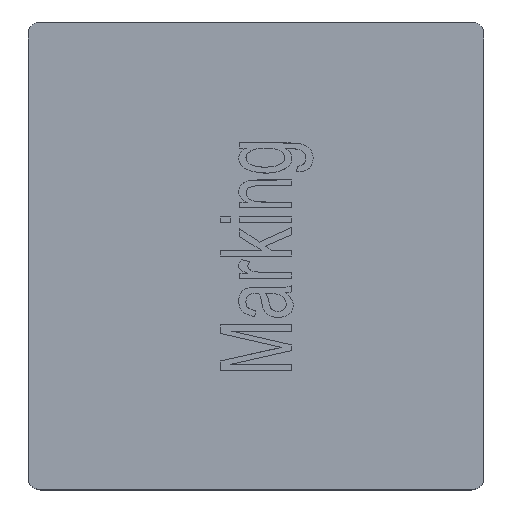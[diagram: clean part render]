
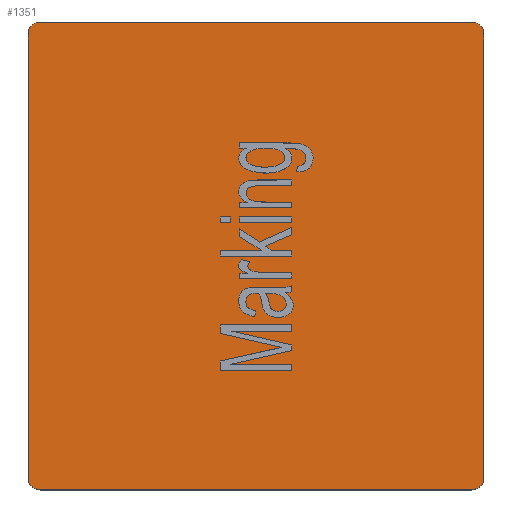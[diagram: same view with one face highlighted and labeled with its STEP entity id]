
A CAD part, top view. The second image highlights one B-rep face of the part: STEP entity #1351.
In plain terms, the highlighted planar face has unit normal (0, 0, 1).
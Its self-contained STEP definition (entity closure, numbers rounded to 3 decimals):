
#328=CIRCLE('',#4048,0.2);
#329=CIRCLE('',#4049,0.2);
#330=CIRCLE('',#4050,0.2);
#331=CIRCLE('',#4051,0.2);
#482=LINE('',#6977,#766);
#483=LINE('',#6982,#767);
#484=LINE('',#6986,#768);
#485=LINE('',#6990,#769);
#766=VECTOR('',#4511,1.);
#767=VECTOR('',#4514,1.);
#768=VECTOR('',#4517,1.);
#769=VECTOR('',#4520,1.);
#998=PLANE('',#4052);
#1148=FACE_OUTER_BOUND('',#1592,.T.);
#1351=ADVANCED_FACE('',(#1148),#998,.F.);
#1592=EDGE_LOOP('',(#2110,#2111,#2112,#2113,#2114,#2115,#2116,#2117));
#2110=ORIENTED_EDGE('',*,*,#3364,.F.);
#2111=ORIENTED_EDGE('',*,*,#3365,.F.);
#2112=ORIENTED_EDGE('',*,*,#3366,.F.);
#2113=ORIENTED_EDGE('',*,*,#3367,.F.);
#2114=ORIENTED_EDGE('',*,*,#3368,.F.);
#2115=ORIENTED_EDGE('',*,*,#3369,.F.);
#2116=ORIENTED_EDGE('',*,*,#3370,.F.);
#2117=ORIENTED_EDGE('',*,*,#3371,.F.);
#2950=VERTEX_POINT('',#6978);
#2951=VERTEX_POINT('',#6979);
#2952=VERTEX_POINT('',#6981);
#2953=VERTEX_POINT('',#6983);
#2954=VERTEX_POINT('',#6985);
#2955=VERTEX_POINT('',#6987);
#2956=VERTEX_POINT('',#6989);
#2957=VERTEX_POINT('',#6991);
#3364=EDGE_CURVE('',#2950,#2951,#482,.T.);
#3365=EDGE_CURVE('',#2952,#2950,#328,.T.);
#3366=EDGE_CURVE('',#2953,#2952,#483,.T.);
#3367=EDGE_CURVE('',#2954,#2953,#329,.T.);
#3368=EDGE_CURVE('',#2955,#2954,#484,.T.);
#3369=EDGE_CURVE('',#2956,#2955,#330,.T.);
#3370=EDGE_CURVE('',#2957,#2956,#485,.T.);
#3371=EDGE_CURVE('',#2951,#2957,#331,.T.);
#4048=AXIS2_PLACEMENT_3D('',#6980,#4512,#4513);
#4049=AXIS2_PLACEMENT_3D('',#6984,#4515,#4516);
#4050=AXIS2_PLACEMENT_3D('',#6988,#4518,#4519);
#4051=AXIS2_PLACEMENT_3D('',#6992,#4521,#4522);
#4052=AXIS2_PLACEMENT_3D('',#6993,#4523,#4524);
#4511=DIRECTION('',(0.,1.,0.));
#4512=DIRECTION('',(0.,0.,-1.));
#4513=DIRECTION('',(0.,1.,0.));
#4514=DIRECTION('',(-1.,0.,0.));
#4515=DIRECTION('',(0.,0.,-1.));
#4516=DIRECTION('',(0.,1.,0.));
#4517=DIRECTION('',(0.,-1.,0.));
#4518=DIRECTION('',(0.,0.,-1.));
#4519=DIRECTION('',(0.,1.,0.));
#4520=DIRECTION('',(1.,0.,0.));
#4521=DIRECTION('',(0.,0.,-1.));
#4522=DIRECTION('',(0.,1.,0.));
#4523=DIRECTION('',(0.,0.,-1.));
#4524=DIRECTION('',(-1.,0.,0.));
#6977=CARTESIAN_POINT('',(-3.8,-3.7,2.725));
#6978=CARTESIAN_POINT('',(-3.8,-3.7,2.725));
#6979=CARTESIAN_POINT('',(-3.8,3.7,2.725));
#6980=CARTESIAN_POINT('',(-3.6,-3.7,2.725));
#6981=CARTESIAN_POINT('',(-3.6,-3.9,2.725));
#6982=CARTESIAN_POINT('',(3.6,-3.9,2.725));
#6983=CARTESIAN_POINT('',(3.6,-3.9,2.725));
#6984=CARTESIAN_POINT('',(3.6,-3.7,2.725));
#6985=CARTESIAN_POINT('',(3.8,-3.7,2.725));
#6986=CARTESIAN_POINT('',(3.8,3.7,2.725));
#6987=CARTESIAN_POINT('',(3.8,3.7,2.725));
#6988=CARTESIAN_POINT('',(3.6,3.7,2.725));
#6989=CARTESIAN_POINT('',(3.6,3.9,2.725));
#6990=CARTESIAN_POINT('',(-3.6,3.9,2.725));
#6991=CARTESIAN_POINT('',(-3.6,3.9,2.725));
#6992=CARTESIAN_POINT('',(-3.6,3.7,2.725));
#6993=CARTESIAN_POINT('',(-3.6,3.7,2.725));
